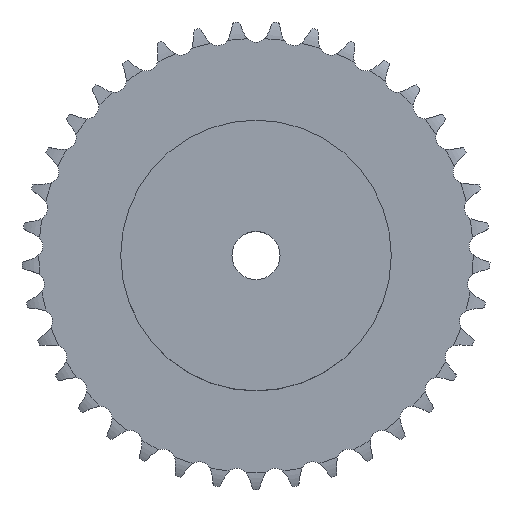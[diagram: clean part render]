
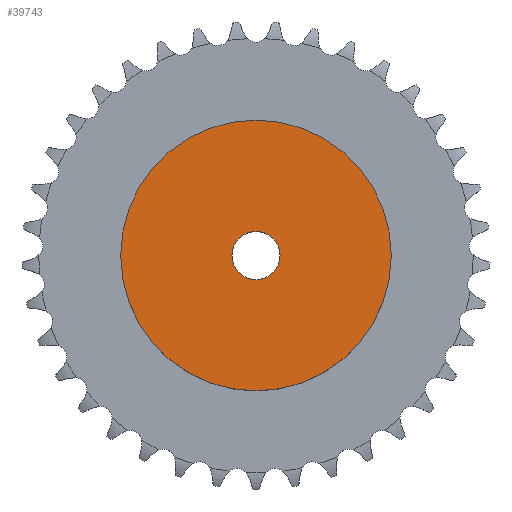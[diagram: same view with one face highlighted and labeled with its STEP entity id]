
A CAD part, top view. The second image highlights one B-rep face of the part: STEP entity #39743.
In plain terms, the highlighted planar face has unit normal (0, 0, 1).
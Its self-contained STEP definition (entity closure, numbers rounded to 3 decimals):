
#4593 = CYLINDRICAL_SURFACE('',#4594,45.);
#4594 = AXIS2_PLACEMENT_3D('',#4595,#4596,#4597);
#4595 = CARTESIAN_POINT('',(0.,0.,0.));
#4596 = DIRECTION('',(-0.,-0.,-1.));
#4597 = DIRECTION('',(1.,0.,0.));
#24868 = VERTEX_POINT('',#24869);
#24869 = CARTESIAN_POINT('',(45.,0.,35.));
#24890 = EDGE_CURVE('',#24868,#24868,#24891,.T.);
#24891 = SURFACE_CURVE('',#24892,(#24897,#24904),.PCURVE_S1.);
#24892 = CIRCLE('',#24893,45.);
#24893 = AXIS2_PLACEMENT_3D('',#24894,#24895,#24896);
#24894 = CARTESIAN_POINT('',(0.,0.,35.));
#24895 = DIRECTION('',(0.,0.,1.));
#24896 = DIRECTION('',(1.,0.,0.));
#24897 = PCURVE('',#4593,#24898);
#24898 = DEFINITIONAL_REPRESENTATION('',(#24899),#24903);
#24899 = LINE('',#24900,#24901);
#24900 = CARTESIAN_POINT('',(-0.,-35.));
#24901 = VECTOR('',#24902,1.);
#24902 = DIRECTION('',(-1.,0.));
#24903 = ( GEOMETRIC_REPRESENTATION_CONTEXT(2) 
PARAMETRIC_REPRESENTATION_CONTEXT() REPRESENTATION_CONTEXT('2D SPACE',''
  ) );
#24904 = PCURVE('',#24905,#24910);
#24905 = PLANE('',#24906);
#24906 = AXIS2_PLACEMENT_3D('',#24907,#24908,#24909);
#24907 = CARTESIAN_POINT('',(0.,0.,35.)
  );
#24908 = DIRECTION('',(0.,0.,1.));
#24909 = DIRECTION('',(1.,0.,0.));
#24910 = DEFINITIONAL_REPRESENTATION('',(#24911),#24915);
#24911 = CIRCLE('',#24912,45.);
#24912 = AXIS2_PLACEMENT_2D('',#24913,#24914);
#24913 = CARTESIAN_POINT('',(0.,0.));
#24914 = DIRECTION('',(1.,0.));
#24915 = ( GEOMETRIC_REPRESENTATION_CONTEXT(2) 
PARAMETRIC_REPRESENTATION_CONTEXT() REPRESENTATION_CONTEXT('2D SPACE',''
  ) );
#33648 = CYLINDRICAL_SURFACE('',#33649,8.);
#33649 = AXIS2_PLACEMENT_3D('',#33650,#33651,#33652);
#33650 = CARTESIAN_POINT('',(0.,0.,235.44));
#33651 = DIRECTION('',(0.,0.,1.));
#33652 = DIRECTION('',(1.,0.,0.));
#39743 = ADVANCED_FACE('',(#39744,#39747),#24905,.T.);
#39744 = FACE_BOUND('',#39745,.T.);
#39745 = EDGE_LOOP('',(#39746));
#39746 = ORIENTED_EDGE('',*,*,#24890,.T.);
#39747 = FACE_BOUND('',#39748,.T.);
#39748 = EDGE_LOOP('',(#39749));
#39749 = ORIENTED_EDGE('',*,*,#39750,.F.);
#39750 = EDGE_CURVE('',#39751,#39751,#39753,.T.);
#39751 = VERTEX_POINT('',#39752);
#39752 = CARTESIAN_POINT('',(8.,0.,35.));
#39753 = SURFACE_CURVE('',#39754,(#39759,#39766),.PCURVE_S1.);
#39754 = CIRCLE('',#39755,8.);
#39755 = AXIS2_PLACEMENT_3D('',#39756,#39757,#39758);
#39756 = CARTESIAN_POINT('',(0.,0.,35.));
#39757 = DIRECTION('',(0.,0.,1.));
#39758 = DIRECTION('',(1.,0.,0.));
#39759 = PCURVE('',#24905,#39760);
#39760 = DEFINITIONAL_REPRESENTATION('',(#39761),#39765);
#39761 = CIRCLE('',#39762,8.);
#39762 = AXIS2_PLACEMENT_2D('',#39763,#39764);
#39763 = CARTESIAN_POINT('',(0.,0.));
#39764 = DIRECTION('',(1.,0.));
#39765 = ( GEOMETRIC_REPRESENTATION_CONTEXT(2) 
PARAMETRIC_REPRESENTATION_CONTEXT() REPRESENTATION_CONTEXT('2D SPACE',''
  ) );
#39766 = PCURVE('',#33648,#39767);
#39767 = DEFINITIONAL_REPRESENTATION('',(#39768),#39772);
#39768 = LINE('',#39769,#39770);
#39769 = CARTESIAN_POINT('',(0.,-200.44));
#39770 = VECTOR('',#39771,1.);
#39771 = DIRECTION('',(1.,0.));
#39772 = ( GEOMETRIC_REPRESENTATION_CONTEXT(2) 
PARAMETRIC_REPRESENTATION_CONTEXT() REPRESENTATION_CONTEXT('2D SPACE',''
  ) );
